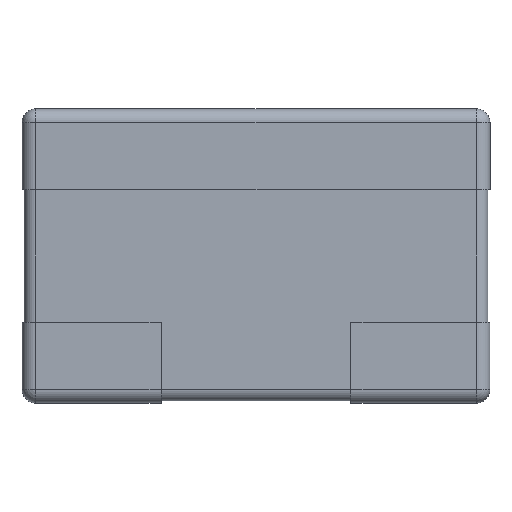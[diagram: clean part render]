
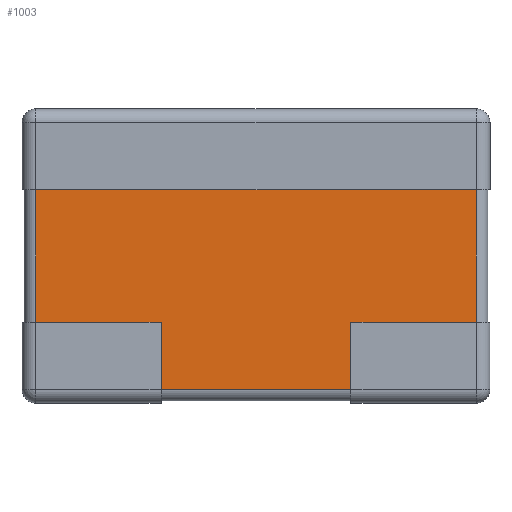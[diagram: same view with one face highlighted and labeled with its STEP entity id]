
A CAD part, front view. The second image highlights one B-rep face of the part: STEP entity #1003.
In plain terms, the highlighted planar face has unit normal (0, -1, 0).
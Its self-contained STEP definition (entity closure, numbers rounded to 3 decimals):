
#22 = CARTESIAN_POINT ( 'NONE',  ( -1.01, 0., 0.285 ) ) ;
#27 = LINE ( 'NONE', #1796, #510 ) ;
#109 = VERTEX_POINT ( 'NONE', #1735 ) ;
#154 = LINE ( 'NONE', #1077, #2626 ) ;
#241 = ORIENTED_EDGE ( 'NONE', *, *, #848, .F. ) ;
#280 = CARTESIAN_POINT ( 'NONE',  ( 0.41, 0., -0.285 ) ) ;
#325 = CARTESIAN_POINT ( 'NONE',  ( -0.41, 0., -0.575 ) ) ;
#370 = DIRECTION ( 'NONE',  ( 0., 1., 0. ) ) ;
#403 = DIRECTION ( 'NONE',  ( 0., 0., -1. ) ) ;
#410 = CARTESIAN_POINT ( 'NONE',  ( 0., 0., 0. ) ) ;
#437 = LINE ( 'NONE', #1358, #2527 ) ;
#442 = EDGE_CURVE ( 'NONE', #2020, #780, #2728, .T. ) ;
#480 = ORIENTED_EDGE ( 'NONE', *, *, #1614, .F. ) ;
#510 = VECTOR ( 'NONE', #2699, 1000. ) ;
#625 = ORIENTED_EDGE ( 'NONE', *, *, #1786, .F. ) ;
#695 = DIRECTION ( 'NONE',  ( 0., 0., 1. ) ) ;
#709 = VERTEX_POINT ( 'NONE', #1713 ) ;
#752 = VECTOR ( 'NONE', #2927, 1000. ) ;
#780 = VERTEX_POINT ( 'NONE', #2897 ) ;
#815 = EDGE_CURVE ( 'NONE', #109, #780, #2744, .T. ) ;
#818 = VERTEX_POINT ( 'NONE', #2077 ) ;
#830 = FACE_OUTER_BOUND ( 'NONE', #941, .T. ) ;
#848 = EDGE_CURVE ( 'NONE', #109, #1998, #1147, .T. ) ;
#938 = VECTOR ( 'NONE', #2745, 1000. ) ;
#941 = EDGE_LOOP ( 'NONE', ( #480, #2415, #625, #241, #2642, #2504, #2714, #1670 ) ) ;
#1003 = ADVANCED_FACE ( 'NONE', ( #830 ), #1281, .F. ) ;
#1077 = CARTESIAN_POINT ( 'NONE',  ( -1.01, 0., -0.285 ) ) ;
#1147 = LINE ( 'NONE', #1166, #752 ) ;
#1166 = CARTESIAN_POINT ( 'NONE',  ( 1.01, 0., -0.285 ) ) ;
#1187 = EDGE_CURVE ( 'NONE', #1218, #818, #437, .T. ) ;
#1218 = VERTEX_POINT ( 'NONE', #325 ) ;
#1257 = AXIS2_PLACEMENT_3D ( 'NONE', #410, #370, #1553 ) ;
#1281 = PLANE ( 'NONE',  #1257 ) ;
#1358 = CARTESIAN_POINT ( 'NONE',  ( 0., 0., -0.575 ) ) ;
#1409 = EDGE_CURVE ( 'NONE', #2020, #1861, #1732, .T. ) ;
#1553 = DIRECTION ( 'NONE',  ( 0., 0., 1. ) ) ;
#1581 = VECTOR ( 'NONE', #403, 1000. ) ;
#1614 = EDGE_CURVE ( 'NONE', #1218, #709, #27, .T. ) ;
#1670 = ORIENTED_EDGE ( 'NONE', *, *, #2689, .F. ) ;
#1713 = CARTESIAN_POINT ( 'NONE',  ( -0.41, 0., -0.285 ) ) ;
#1732 = LINE ( 'NONE', #2631, #1581 ) ;
#1735 = CARTESIAN_POINT ( 'NONE',  ( 0.95, 0., -0.285 ) ) ;
#1786 = EDGE_CURVE ( 'NONE', #1998, #818, #1941, .T. ) ;
#1796 = CARTESIAN_POINT ( 'NONE',  ( -0.41, 0., -0.635 ) ) ;
#1861 = VERTEX_POINT ( 'NONE', #2747 ) ;
#1897 = VECTOR ( 'NONE', #2406, 1000. ) ;
#1941 = LINE ( 'NONE', #1994, #1897 ) ;
#1994 = CARTESIAN_POINT ( 'NONE',  ( 0.41, 0., -0.635 ) ) ;
#1995 = DIRECTION ( 'NONE',  ( -1., 0., 0. ) ) ;
#1998 = VERTEX_POINT ( 'NONE', #280 ) ;
#2020 = VERTEX_POINT ( 'NONE', #2764 ) ;
#2021 = VECTOR ( 'NONE', #695, 1000. ) ;
#2074 = DIRECTION ( 'NONE',  ( 1., 0., 0. ) ) ;
#2077 = CARTESIAN_POINT ( 'NONE',  ( 0.41, 0., -0.575 ) ) ;
#2406 = DIRECTION ( 'NONE',  ( 0., 0., -1. ) ) ;
#2415 = ORIENTED_EDGE ( 'NONE', *, *, #1187, .T. ) ;
#2504 = ORIENTED_EDGE ( 'NONE', *, *, #442, .F. ) ;
#2527 = VECTOR ( 'NONE', #2074, 1000. ) ;
#2626 = VECTOR ( 'NONE', #1995, 1000. ) ;
#2631 = CARTESIAN_POINT ( 'NONE',  ( -0.95, 0., 0. ) ) ;
#2642 = ORIENTED_EDGE ( 'NONE', *, *, #815, .T. ) ;
#2689 = EDGE_CURVE ( 'NONE', #709, #1861, #154, .T. ) ;
#2699 = DIRECTION ( 'NONE',  ( 0., 0., 1. ) ) ;
#2714 = ORIENTED_EDGE ( 'NONE', *, *, #1409, .T. ) ;
#2725 = CARTESIAN_POINT ( 'NONE',  ( 0.95, 0., 0. ) ) ;
#2728 = LINE ( 'NONE', #22, #938 ) ;
#2744 = LINE ( 'NONE', #2725, #2021 ) ;
#2745 = DIRECTION ( 'NONE',  ( 1., 0., 0. ) ) ;
#2747 = CARTESIAN_POINT ( 'NONE',  ( -0.95, 0., -0.285 ) ) ;
#2764 = CARTESIAN_POINT ( 'NONE',  ( -0.95, 0., 0.285 ) ) ;
#2897 = CARTESIAN_POINT ( 'NONE',  ( 0.95, 0., 0.285 ) ) ;
#2927 = DIRECTION ( 'NONE',  ( -1., 0., 0. ) ) ;
